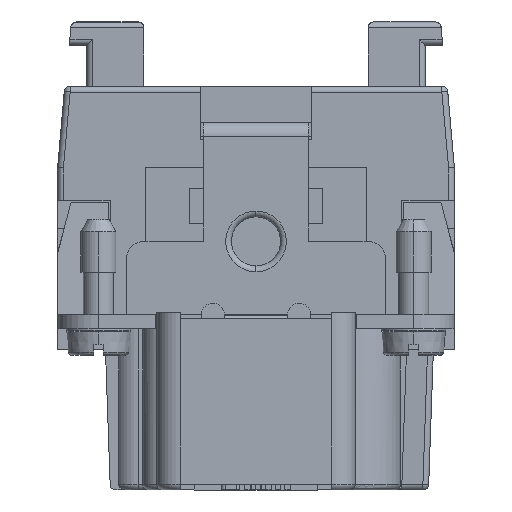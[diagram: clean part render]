
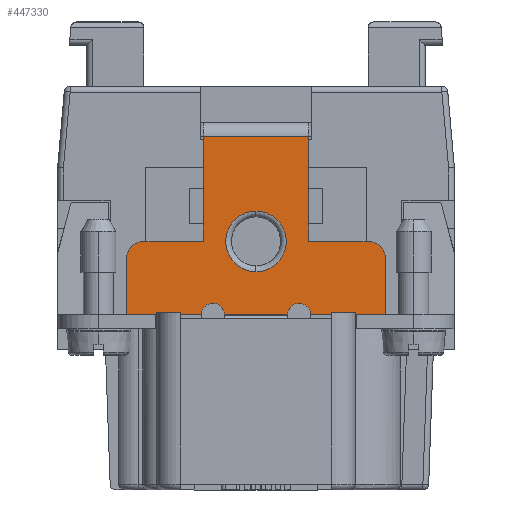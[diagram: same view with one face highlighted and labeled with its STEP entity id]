
A CAD part, left-side view. The second image highlights one B-rep face of the part: STEP entity #447330.
In plain terms, the highlighted planar face has unit normal (-1, 0, 0).
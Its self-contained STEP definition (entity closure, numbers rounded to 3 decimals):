
#2840=CARTESIAN_POINT('',(47.946,44.084,
1.8));
#2850=VERTEX_POINT('',#2840);
#2900=CARTESIAN_POINT('',(47.946,44.084,
-21.2));
#2910=DIRECTION('',(0.,0.,-1.));
#2920=VECTOR('',#2910,1.);
#2930=LINE('',#2900,#2920);
#2940=CARTESIAN_POINT('',(47.946,44.084,
3.3));
#2950=VERTEX_POINT('',#2940);
#2960=EDGE_CURVE('',#2950,#2850,#2930,.T.);
#3180=CARTESIAN_POINT('',(47.946,44.084,
6.3));
#3190=VERTEX_POINT('',#3180);
#3220=CARTESIAN_POINT('',(47.946,44.084,
10.8));
#3230=VERTEX_POINT('',#3220);
#3240=EDGE_CURVE('',#3230,#3190,#2930,.T.);
#16720=CARTESIAN_POINT('',(47.946,53.084,
10.8));
#16730=VERTEX_POINT('',#16720);
#16760=CARTESIAN_POINT('',(47.946,53.084,
-21.2));
#16770=DIRECTION('',(0.,0.,1.));
#16780=VECTOR('',#16770,1.);
#16790=LINE('',#16760,#16780);
#16800=CARTESIAN_POINT('',(47.946,53.084,
6.3));
#16810=VERTEX_POINT('',#16800);
#16820=EDGE_CURVE('',#16810,#16730,#16790,.T.);
#17040=CARTESIAN_POINT('',(47.946,53.084,
3.3));
#17050=VERTEX_POINT('',#17040);
#17080=CARTESIAN_POINT('',(47.946,53.084,
1.8));
#17090=VERTEX_POINT('',#17080);
#17100=EDGE_CURVE('',#17090,#17050,#16790,.T.);
#445710=CARTESIAN_POINT('',(47.946,48.584,
-0.8));
#445720=VERTEX_POINT('',#445710);
#445830=CARTESIAN_POINT('',(47.946,48.584,
4.4));
#445840=VERTEX_POINT('',#445830);
#445870=CARTESIAN_POINT('',(47.946,48.584,
1.8));
#445880=DIRECTION('',(-1.,0.,0.));
#445890=DIRECTION('',(0.,-1.,0.));
#445900=AXIS2_PLACEMENT_3D('',#445870,#445880,#445890);
#445910=CIRCLE('',#445900,2.6);
#445920=CARTESIAN_POINT('',(47.946,45.984,
1.8));
#445930=VERTEX_POINT('',#445920);
#445940=EDGE_CURVE('',#445930,#445840,#445910,.T.);
#445960=EDGE_CURVE('',#445720,#445930,#445910,.T.);
#446080=CARTESIAN_POINT('',(47.946,48.036,
-2.634));
#446090=DIRECTION('',(-1.,0.,0.));
#446100=DIRECTION('',(0.,-1.,0.));
#446110=AXIS2_PLACEMENT_3D('',#446080,#446090,#446100);
#446120=PLANE('',#446110);
#446130=ORIENTED_EDGE('',*,*,#445940,.F.);
#446140=EDGE_CURVE('',#445840,#445720,#445910,.T.);
#446150=ORIENTED_EDGE('',*,*,#446140,.F.);
#446160=ORIENTED_EDGE('',*,*,#445960,.F.);
#446170=EDGE_LOOP('',(#446160,#446150,#446130));
#446180=FACE_BOUND('',#446170,.T.);
#446190=CARTESIAN_POINT('',(47.946,58.184,
0.3));
#446200=DIRECTION('',(1.,0.,0.));
#446210=DIRECTION('',(0.,1.,0.));
#446220=AXIS2_PLACEMENT_3D('',#446190,#446200,#446210);
#446230=CIRCLE('',#446220,1.5);
#446240=CARTESIAN_POINT('',(47.946,59.684,
0.3));
#446250=VERTEX_POINT('',#446240);
#446260=CARTESIAN_POINT('',(47.946,58.184,
1.8));
#446270=VERTEX_POINT('',#446260);
#446280=EDGE_CURVE('',#446250,#446270,#446230,.T.);
#446290=ORIENTED_EDGE('',*,*,#446280,.F.);
#446300=CARTESIAN_POINT('',(47.946,92.583,
1.8));
#446310=DIRECTION('',(0.,-1.,0.));
#446320=VECTOR('',#446310,1.);
#446330=LINE('',#446300,#446320);
#446340=EDGE_CURVE('',#446270,#17090,#446330,.T.);
#446350=ORIENTED_EDGE('',*,*,#446340,.F.);
#446360=ORIENTED_EDGE('',*,*,#17100,.F.);
#446370=CARTESIAN_POINT('',(47.946,53.084,
-21.2));
#446380=DIRECTION('',(0.,0.,1.));
#446390=VECTOR('',#446380,1.);
#446400=LINE('',#446370,#446390);
#446410=EDGE_CURVE('',#17050,#16810,#446400,.T.);
#446420=ORIENTED_EDGE('',*,*,#446410,.F.);
#446430=ORIENTED_EDGE('',*,*,#16820,.F.);
#446440=CARTESIAN_POINT('',(47.946,92.583,
10.8));
#446450=DIRECTION('',(0.,-1.,0.));
#446460=VECTOR('',#446450,1.);
#446470=LINE('',#446440,#446460);
#446480=EDGE_CURVE('',#16730,#3230,#446470,.T.);
#446490=ORIENTED_EDGE('',*,*,#446480,.F.);
#446500=ORIENTED_EDGE('',*,*,#3240,.F.);
#446510=CARTESIAN_POINT('',(47.946,44.084,
-21.2));
#446520=DIRECTION('',(0.,0.,1.));
#446530=VECTOR('',#446520,1.);
#446540=LINE('',#446510,#446530);
#446550=EDGE_CURVE('',#2950,#3190,#446540,.T.);
#446560=ORIENTED_EDGE('',*,*,#446550,.T.);
#446570=ORIENTED_EDGE('',*,*,#2960,.F.);
#446580=CARTESIAN_POINT('',(47.946,92.583,
1.8));
#446590=DIRECTION('',(0.,-1.,0.));
#446600=VECTOR('',#446590,1.);
#446610=LINE('',#446580,#446600);
#446620=CARTESIAN_POINT('',(47.946,38.984,
1.8));
#446630=VERTEX_POINT('',#446620);
#446640=EDGE_CURVE('',#2850,#446630,#446610,.T.);
#446650=ORIENTED_EDGE('',*,*,#446640,.F.);
#446660=CARTESIAN_POINT('',(47.946,38.984,
0.3));
#446670=DIRECTION('',(1.,0.,0.));
#446680=DIRECTION('',(0.,1.,0.));
#446690=AXIS2_PLACEMENT_3D('',#446660,#446670,#446680);
#446700=CIRCLE('',#446690,1.5);
#446710=CARTESIAN_POINT('',(47.946,37.484,
0.3));
#446720=VERTEX_POINT('',#446710);
#446730=EDGE_CURVE('',#446630,#446720,#446700,.T.);
#446740=ORIENTED_EDGE('',*,*,#446730,.F.);
#446750=CARTESIAN_POINT('',(47.946,37.484,
-21.2));
#446760=DIRECTION('',(0.,0.,-1.));
#446770=VECTOR('',#446760,1.);
#446780=LINE('',#446750,#446770);
#446790=CARTESIAN_POINT('',(47.946,37.484,
-4.5));
#446800=VERTEX_POINT('',#446790);
#446810=EDGE_CURVE('',#446720,#446800,#446780,.T.);
#446820=ORIENTED_EDGE('',*,*,#446810,.F.);
#446830=CARTESIAN_POINT('',(47.946,92.583,
-4.5));
#446840=DIRECTION('',(0.,1.,0.));
#446850=VECTOR('',#446840,1.);
#446860=LINE('',#446830,#446850);
#446870=CARTESIAN_POINT('',(47.946,43.884,
-4.5));
#446880=VERTEX_POINT('',#446870);
#446890=EDGE_CURVE('',#446800,#446880,#446860,.T.);
#446900=ORIENTED_EDGE('',*,*,#446890,.F.);
#446910=CARTESIAN_POINT('',(47.946,44.884,
-4.5));
#446920=DIRECTION('',(-1.,0.,0.));
#446930=DIRECTION('',(0.,-1.,0.));
#446940=AXIS2_PLACEMENT_3D('',#446910,#446920,#446930);
#446950=CIRCLE('',#446940,1.);
#446960=CARTESIAN_POINT('',(47.946,45.882,
-4.446));
#446970=VERTEX_POINT('',#446960);
#446980=EDGE_CURVE('',#446880,#446970,#446950,.T.);
#446990=ORIENTED_EDGE('',*,*,#446980,.F.);
#447000=CARTESIAN_POINT('',(47.946,92.583,
-4.446));
#447010=DIRECTION('',(0.,-1.,0.));
#447020=VECTOR('',#447010,1.);
#447030=LINE('',#447000,#447020);
#447040=CARTESIAN_POINT('',(47.946,51.285,
-4.446));
#447050=VERTEX_POINT('',#447040);
#447060=EDGE_CURVE('',#447050,#446970,#447030,.T.);
#447070=ORIENTED_EDGE('',*,*,#447060,.T.);
#447080=CARTESIAN_POINT('',(47.946,52.284,
-4.5));
#447090=DIRECTION('',(-1.,0.,0.));
#447100=DIRECTION('',(0.,-1.,0.));
#447110=AXIS2_PLACEMENT_3D('',#447080,#447090,#447100);
#447120=CIRCLE('',#447110,1.);
#447130=CARTESIAN_POINT('',(47.946,53.284,
-4.5));
#447140=VERTEX_POINT('',#447130);
#447150=EDGE_CURVE('',#447050,#447140,#447120,.T.);
#447160=ORIENTED_EDGE('',*,*,#447150,.F.);
#447170=CARTESIAN_POINT('',(47.946,92.583,
-4.5));
#447180=DIRECTION('',(0.,1.,0.));
#447190=VECTOR('',#447180,1.);
#447200=LINE('',#447170,#447190);
#447210=CARTESIAN_POINT('',(47.946,59.684,
-4.5));
#447220=VERTEX_POINT('',#447210);
#447230=EDGE_CURVE('',#447140,#447220,#447200,.T.);
#447240=ORIENTED_EDGE('',*,*,#447230,.F.);
#447250=CARTESIAN_POINT('',(47.946,59.684,
-21.2));
#447260=DIRECTION('',(0.,0.,1.));
#447270=VECTOR('',#447260,1.);
#447280=LINE('',#447250,#447270);
#447290=EDGE_CURVE('',#447220,#446250,#447280,.T.);
#447300=ORIENTED_EDGE('',*,*,#447290,.F.);
#447310=EDGE_LOOP('',(#447300,#447240,#447160,#447070,#446990,#446900,
#446820,#446740,#446650,#446570,#446560,#446500,#446490,#446430,#446420,
#446360,#446350,#446290));
#447320=FACE_OUTER_BOUND('',#447310,.T.);
#447330=ADVANCED_FACE('',(#446180,#447320),#446120,.T.);
